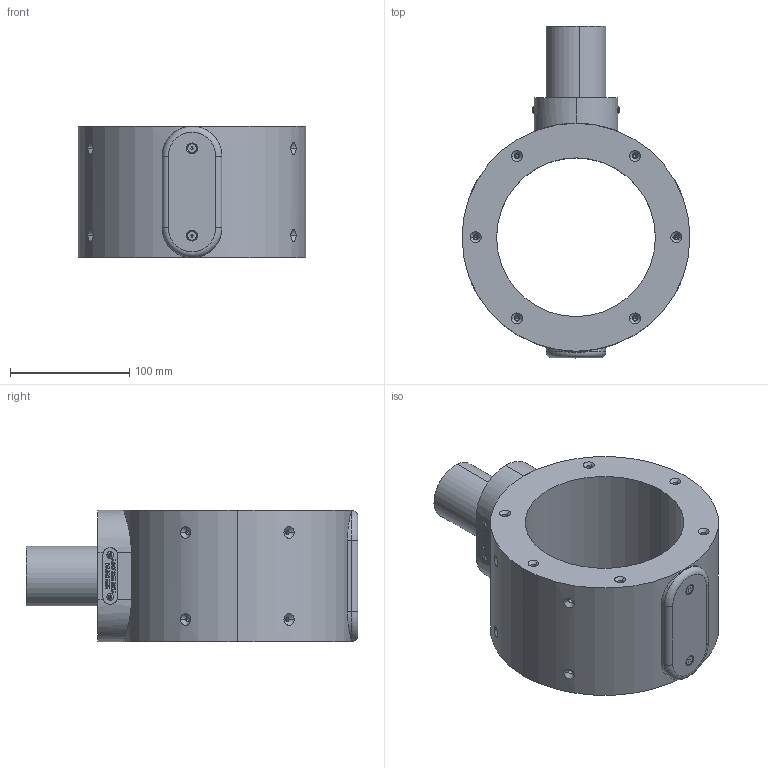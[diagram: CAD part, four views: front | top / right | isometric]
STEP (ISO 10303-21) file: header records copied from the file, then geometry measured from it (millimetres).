
FILE_DESCRIPTION (( 'STEP AP214' ), '1' );
FILE_NAME ('P-133-030-rev-D-ST.STEP', '2022-06-10T14:13:55', ( '' ), ( '' ), 'SwSTEP 2.0', 'SolidWorks 2021', '' );
FILE_SCHEMA (( 'AUTOMOTIVE_DESIGN' ));
Length unit declared in the file: millimetre
Products named in the file (1): P-133-030-rev-D-ST
Bounding box: 191 x 278 x 110.06 mm (x, y, z)
Volume: 1917994.9 mm3; surface area: 168935.8 mm2
Topology: 1 solids, 21 shells, 983 faces, 2416 edges, 1508 vertices
Faces by surface type: plane 488, cylinder 170, cone 158, bspline 135, torus 24, sphere 8
Entity records: 40576 total; most frequent: CARTESIAN_POINT 10241, ORIENTED_EDGE 4712, DIRECTION 3919, EDGE_CURVE 2356, VERTEX_POINT 1508, AXIS2_PLACEMENT_3D 1363, LINE 1193, VECTOR 1193
